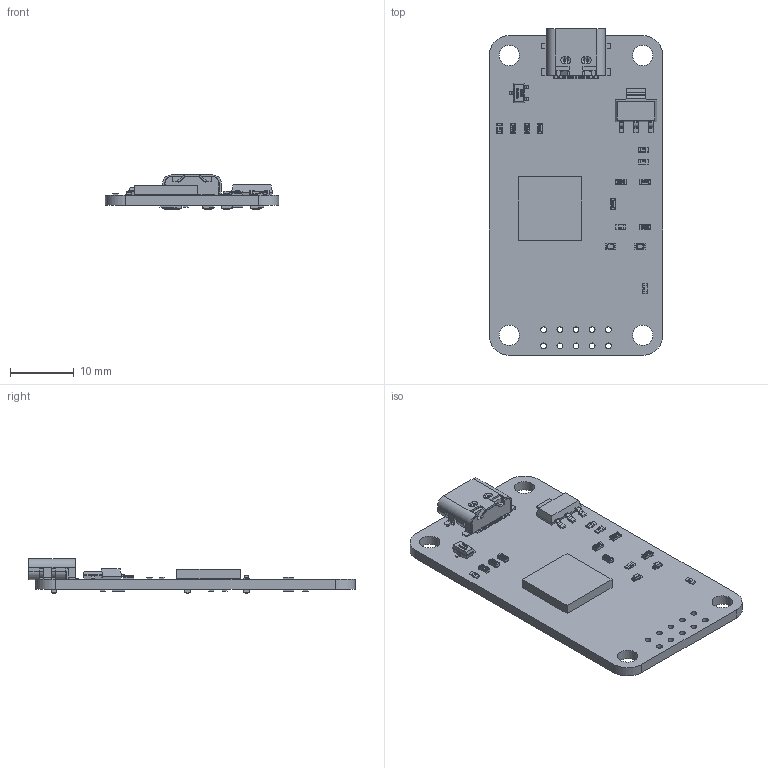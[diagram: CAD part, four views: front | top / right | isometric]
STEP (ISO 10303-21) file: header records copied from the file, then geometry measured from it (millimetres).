
FILE_DESCRIPTION(('Open CASCADE Model'),'2;1');
FILE_NAME('Open CASCADE Shape Model','2022-10-03T11:21:27',('Author'),( 'Open CASCADE'),'Open CASCADE STEP processor 6.8','Open CASCADE 6.8' ,'Unknown');
FILE_SCHEMA(('AUTOMOTIVE_DESIGN { 1 0 10303 214 1 1 1 1 }'));
Length unit declared in the file: millimetre
Products named in the file (51): PCB; Board; U1; 6163149632; Extruded; R10; User_Library-RES_1609-0603; R9; R8; R7; R6; R5; R4; R3; R2; R1; P1; TO-223; User_Library-TO-223_1_1; User_Library-TO-223_2_1; User_Library-TO-223_3_1; User_Library-TO-223_4_1; User_Library-TO-223_5_1; L2; L1; H1; USB_type_C_smd; D3; SOT-23; D2; User_Library-LED_0603_R; User_Library-LED_0603_R_Pocket002; User_Library-LED_0603_R_Pad004; User_Library-LED_0603_R_Fillet; User_Library-LED_0603_R_Pocket001; User_Library-LED_0603_R_Pad; D1; C13; User_Library-0603_SMD_Capacitor; C12 ...
Assembly tree (74 placements, depth 4):
  PCB
    Board
    U1
      6163149632
        Extruded
    R10
      User_Library-RES_1609-0603
    R9
      User_Library-RES_1609-0603
    R8
      User_Library-RES_1609-0603
    R7
      User_Library-RES_1609-0603
    R6
      User_Library-RES_1609-0603
    R5
      User_Library-RES_1609-0603
    R4
      User_Library-RES_1609-0603
    R3
      User_Library-RES_1609-0603
    R2
      User_Library-RES_1609-0603
    R1
      User_Library-RES_1609-0603
    P1
      TO-223
        User_Library-TO-223_1_1
        User_Library-TO-223_2_1
        User_Library-TO-223_3_1
        User_Library-TO-223_4_1
        User_Library-TO-223_5_1
    L2
      User_Library-RES_1609-0603
    L1
      User_Library-RES_1609-0603
    H1
      USB_type_C_smd
    D3
      SOT-23
    D2
      User_Library-LED_0603_R
        User_Library-LED_0603_R_Pocket002
        User_Library-LED_0603_R_Pad004
        User_Library-LED_0603_R_Fillet
        User_Library-LED_0603_R_Pocket001
        User_Library-LED_0603_R_Pad
    D1
      User_Library-LED_0603_R
        User_Library-LED_0603_R_Pocket002
        User_Library-LED_0603_R_Pad004
        User_Library-LED_0603_R_Fillet
        User_Library-LED_0603_R_Pocket001
        User_Library-LED_0603_R_Pad
    C13
      User_Library-0603_SMD_Capacitor
    C12
      User_Library-0603_SMD_Capacitor
    C11
      User_Library-0603_SMD_Capacitor
Bounding box: 27.25 x 51.32 x 5.36 mm (x, y, z)
Volume: 2461.4 mm3; surface area: 4395.5 mm2
Topology: 115 solids, 117 shells, 3409 faces, 8351 edges, 5212 vertices
Faces by surface type: plane 1602, bspline 1094, cylinder 525, sphere 136, revolution 32, torus 20
Full cylindrical faces by diameter (mm): 0.65 x2, 0.9 x10, 3.2 x4
Entity records: 51102 total; most frequent: CARTESIAN_POINT 19134, ORIENTED_EDGE 5980, DIRECTION 5381, EDGE_CURVE 2991, LINE 1987, VECTOR 1987, VERTEX_POINT 1892, AXIS2_PLACEMENT_3D 1681
